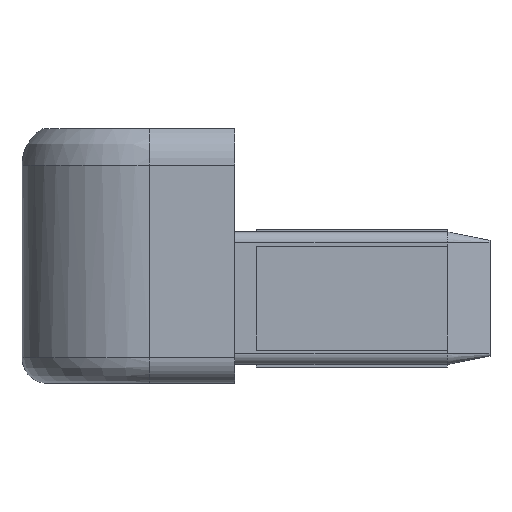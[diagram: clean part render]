
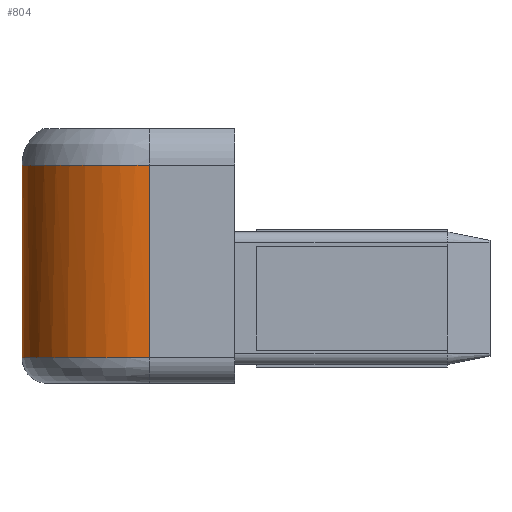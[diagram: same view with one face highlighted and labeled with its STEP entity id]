
A CAD part, left-side view. The second image highlights one B-rep face of the part: STEP entity #804.
In plain terms, the highlighted cylindrical face has radius 15 mm (diameter 30 mm), a partial arc.
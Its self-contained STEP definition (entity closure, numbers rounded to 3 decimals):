
#439=CARTESIAN_POINT('',(-55.,-5.,15.649));
#440=VERTEX_POINT('',#439);
#483=CARTESIAN_POINT('',(-40.,10.,15.649));
#484=VERTEX_POINT('',#483);
#641=CARTESIAN_POINT('',(-40.,10.,15.649));
#642=CARTESIAN_POINT('',(-41.24,10.,15.649));
#643=CARTESIAN_POINT('',(-43.719,9.691,15.649));
#644=CARTESIAN_POINT('',(-47.367,8.268,15.649));
#645=CARTESIAN_POINT('',(-50.658,5.836,15.649));
#646=CARTESIAN_POINT('',(-53.17,2.553,15.649));
#647=CARTESIAN_POINT('',(-54.67,-1.157,15.649));
#648=CARTESIAN_POINT('',(-55.,-3.719,15.649));
#649=CARTESIAN_POINT('',(-55.,-5.,15.649));
#650=B_SPLINE_CURVE_WITH_KNOTS('',3,(#641,#642,#643,#644,#645,#646,#647,#648,#649),.UNSPECIFIED.,.F.,.U.,(4,1,1,1,1,1,4),(0.0,3.718,7.436,11.654,15.871,19.714,23.556),.UNSPECIFIED.);
#651=EDGE_CURVE('',#484,#440,#650,.T.);
#700=CARTESIAN_POINT('',(-55.,-5.,-7.));
#701=VERTEX_POINT('',#700);
#733=CARTESIAN_POINT('',(-40.,10.,-7.));
#734=VERTEX_POINT('',#733);
#765=CARTESIAN_POINT('',(-55.,-5.,-7.));
#766=DIRECTION('',(0.0,0.0,1.0));
#767=VECTOR('',#766,22.649);
#768=LINE('',#765,#767);
#769=EDGE_CURVE('',#701,#440,#768,.T.);
#782=CARTESIAN_POINT('',(-40.,-5.,-10.));
#783=DIRECTION('',(0.0,0.0,1.0));
#784=DIRECTION('',(1.0,0.0,0.0));
#785=AXIS2_PLACEMENT_3D('',#782,#783,#784);
#786=CYLINDRICAL_SURFACE('',#785,15.);
#787=CARTESIAN_POINT('',(-40.,10.,-7.));
#788=DIRECTION('',(0.0,0.0,1.0));
#789=VECTOR('',#788,22.649);
#790=LINE('',#787,#789);
#791=EDGE_CURVE('',#734,#484,#790,.T.);
#792=ORIENTED_EDGE('',*,*,#791,.F.);
#793=CARTESIAN_POINT('',(-40.,-5.,-7.));
#794=DIRECTION('',(0.0,0.0,1.0));
#795=DIRECTION('',(1.0,0.0,0.0));
#796=AXIS2_PLACEMENT_3D('',#793,#794,#795);
#797=CIRCLE('',#796,15.);
#798=EDGE_CURVE('',#734,#701,#797,.T.);
#799=ORIENTED_EDGE('',*,*,#798,.T.);
#800=ORIENTED_EDGE('',*,*,#769,.T.);
#801=ORIENTED_EDGE('',*,*,#651,.F.);
#802=EDGE_LOOP('',(#792,#799,#800,#801));
#803=FACE_OUTER_BOUND('',#802,.T.);
#804=ADVANCED_FACE('',(#803),#786,.T.);
